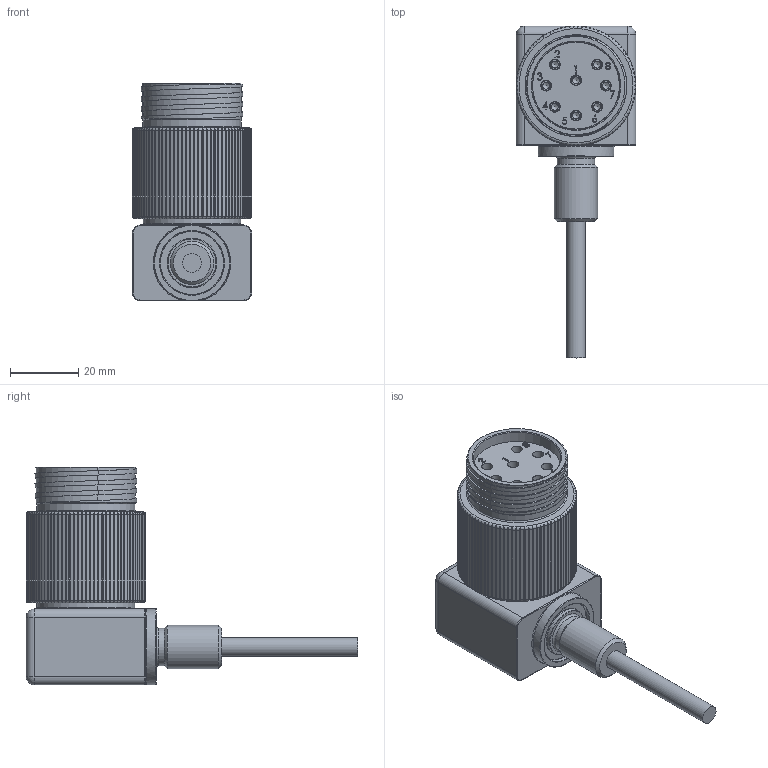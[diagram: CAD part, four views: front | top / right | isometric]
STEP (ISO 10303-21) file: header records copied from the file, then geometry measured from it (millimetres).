
FILE_DESCRIPTION(/* description */ ('','CAx-IF Rec.Pracs.---Representation and Presentation of Product Manufacturing Information (PMI)---4.0---2014-10-13'),/* implementation_level */ '2;1');
FILE_NAME(/* name */ 'DBHRA8F RADLSA-M.stp',/* time_stamp */ '2024-04-23T14:02:39+02:00',/* author */ ('sh'),/* organization */ (''),/* preprocessor_version */ 'ST-DEVELOPER v19.2',/* originating_system */ 'Autodesk Inventor 2023',/* authorisation */ '');
FILE_SCHEMA (('AP242_MANAGED_MODEL_BASED_3D_ENGINEERING_MIM_LF { 1 0 10303 442 1 1 4 }'));
Products named in the file (1): 01506150
Bounding box: 34.92 x 97.03 x 63.71 mm (x, y, z)
Volume: 55970.8 mm3; surface area: 23633.3 mm2
Topology: 1 solids, 6 shells, 910 faces, 2503 edges, 1643 vertices
Faces by surface type: plane 442, cylinder 199, bspline 124, torus 94, cone 47, sphere 4
Full cylindrical faces by diameter (mm): 2.037 x8, 2.057 x8, 2.743 x8, 3.175 x32, 5.461 x1, 8.89 x1, 10.922 x1, 12.7 x1, 14.275 x1, 15.875 x1, 17.475 x1, 18.694 x1, 19.05 x1, 22.225 x1, 23.368 x1, 23.749 x1, 25.4 x2, 25.654 x1, 28.575 x2, 28.804 x1, 28.956 x3, 29.743 x3, 30.048 x2, 31.267 x1
Entity records: 43706 total; most frequent: CARTESIAN_POINT 20549, ORIENTED_EDGE 4980, DIRECTION 4180, EDGE_CURVE 2490, VERTEX_POINT 1643, AXIS2_PLACEMENT_3D 1610, EDGE_LOOP 977, LINE 960
